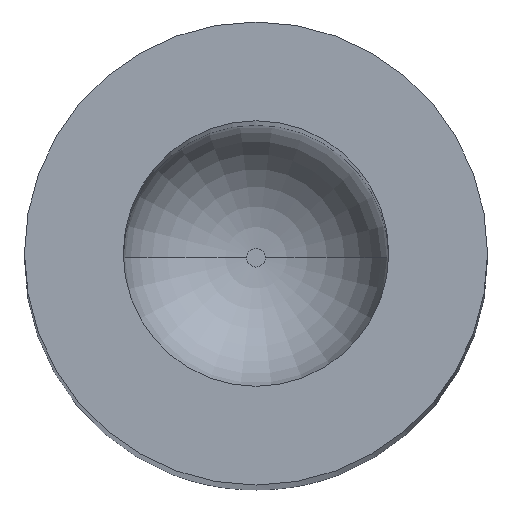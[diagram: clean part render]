
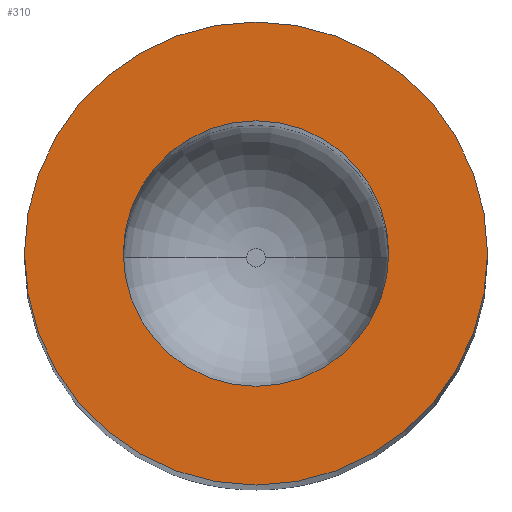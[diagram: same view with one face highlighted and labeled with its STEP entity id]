
A CAD part, top view. The second image highlights one B-rep face of the part: STEP entity #310.
In plain terms, the highlighted planar face has unit normal (0, 0, 1).
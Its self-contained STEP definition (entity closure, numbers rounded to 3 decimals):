
#24 = CIRCLE ( 'NONE', #475, 2.15 ) ;
#27 = VERTEX_POINT ( 'NONE', #431 ) ;
#28 = FACE_OUTER_BOUND ( 'NONE', #36, .T. ) ;
#36 = EDGE_LOOP ( 'NONE', ( #145, #39 ) ) ;
#39 = ORIENTED_EDGE ( 'NONE', *, *, #194, .F. ) ;
#41 = EDGE_CURVE ( 'NONE', #27, #419, #173, .T. ) ;
#53 = AXIS2_PLACEMENT_3D ( 'NONE', #288, #210, #72 ) ;
#64 = DIRECTION ( 'NONE',  ( 0., 0., -1. ) ) ;
#72 = DIRECTION ( 'NONE',  ( -1., 0., 0. ) ) ;
#90 = CARTESIAN_POINT ( 'NONE',  ( 0., 0., 50. ) ) ;
#104 = CARTESIAN_POINT ( 'NONE',  ( 0., 0., 50. ) ) ;
#114 = CIRCLE ( 'NONE', #53, 3.75 ) ;
#120 = CARTESIAN_POINT ( 'NONE',  ( 2.15, 0., 50. ) ) ;
#123 = EDGE_LOOP ( 'NONE', ( #190, #387 ) ) ;
#134 = CIRCLE ( 'NONE', #417, 2.15 ) ;
#140 = CARTESIAN_POINT ( 'NONE',  ( 0., 0., 50. ) ) ;
#145 = ORIENTED_EDGE ( 'NONE', *, *, #41, .F. ) ;
#160 = AXIS2_PLACEMENT_3D ( 'NONE', #390, #275, #350 ) ;
#165 = EDGE_CURVE ( 'NONE', #376, #235, #134, .T. ) ;
#173 = CIRCLE ( 'NONE', #160, 3.75 ) ;
#189 = CARTESIAN_POINT ( 'NONE',  ( 3.75, 0., 50. ) ) ;
#190 = ORIENTED_EDGE ( 'NONE', *, *, #452, .T. ) ;
#194 = EDGE_CURVE ( 'NONE', #419, #27, #114, .T. ) ;
#210 = DIRECTION ( 'NONE',  ( 0., 0., -1. ) ) ;
#235 = VERTEX_POINT ( 'NONE', #363 ) ;
#268 = DIRECTION ( 'NONE',  ( -1., 0., 0. ) ) ;
#275 = DIRECTION ( 'NONE',  ( 0., 0., -1. ) ) ;
#288 = CARTESIAN_POINT ( 'NONE',  ( 0., 0., 50. ) ) ;
#299 = DIRECTION ( 'NONE',  ( 1., 0., 0. ) ) ;
#310 = ADVANCED_FACE ( 'NONE', ( #28, #336 ), #487, .T. ) ;
#336 = FACE_BOUND ( 'NONE', #123, .T. ) ;
#337 = AXIS2_PLACEMENT_3D ( 'NONE', #140, #492, #299 ) ;
#350 = DIRECTION ( 'NONE',  ( -1., 0., 0. ) ) ;
#351 = DIRECTION ( 'NONE',  ( 0., 0., -1. ) ) ;
#363 = CARTESIAN_POINT ( 'NONE',  ( -2.15, 0., 50. ) ) ;
#376 = VERTEX_POINT ( 'NONE', #120 ) ;
#387 = ORIENTED_EDGE ( 'NONE', *, *, #165, .T. ) ;
#390 = CARTESIAN_POINT ( 'NONE',  ( 0., 0., 50. ) ) ;
#417 = AXIS2_PLACEMENT_3D ( 'NONE', #104, #64, #494 ) ;
#419 = VERTEX_POINT ( 'NONE', #189 ) ;
#431 = CARTESIAN_POINT ( 'NONE',  ( -3.75, 0., 50. ) ) ;
#452 = EDGE_CURVE ( 'NONE', #235, #376, #24, .T. ) ;
#475 = AXIS2_PLACEMENT_3D ( 'NONE', #90, #351, #268 ) ;
#487 = PLANE ( 'NONE',  #337 ) ;
#492 = DIRECTION ( 'NONE',  ( 0., 0., 1. ) ) ;
#494 = DIRECTION ( 'NONE',  ( -1., 0., 0. ) ) ;
